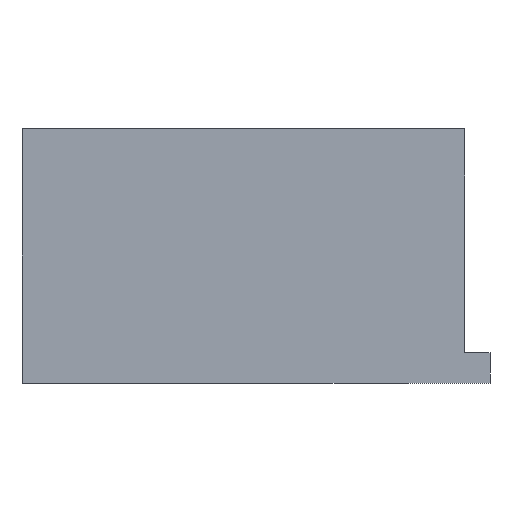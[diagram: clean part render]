
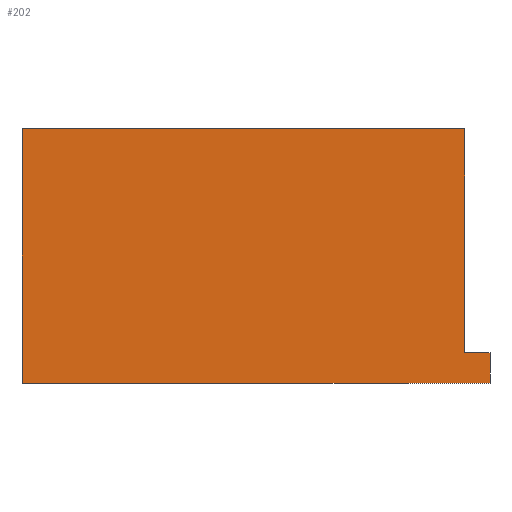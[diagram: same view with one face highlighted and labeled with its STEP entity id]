
A CAD part, front view. The second image highlights one B-rep face of the part: STEP entity #202.
In plain terms, the highlighted planar face has unit normal (0, -1, 0).
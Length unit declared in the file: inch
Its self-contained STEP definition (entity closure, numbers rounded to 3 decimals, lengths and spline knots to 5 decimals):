
#27=FACE_OUTER_BOUND('',#38,.T.);
#38=EDGE_LOOP('',(#160,#161,#162,#163,#164,#165));
#52=LINE('',#317,#75);
#57=LINE('',#327,#80);
#59=LINE('',#331,#82);
#60=LINE('',#334,#83);
#61=LINE('',#336,#84);
#62=LINE('',#337,#85);
#75=VECTOR('',#257,0.3937);
#80=VECTOR('',#266,0.3937);
#82=VECTOR('',#270,0.3937);
#83=VECTOR('',#273,0.3937);
#84=VECTOR('',#274,0.3937);
#85=VECTOR('',#275,0.3937);
#99=VERTEX_POINT('',#314);
#100=VERTEX_POINT('',#316);
#103=VERTEX_POINT('',#325);
#104=VERTEX_POINT('',#329);
#105=VERTEX_POINT('',#333);
#106=VERTEX_POINT('',#335);
#118=EDGE_CURVE('',#100,#99,#52,.T.);
#124=EDGE_CURVE('',#103,#99,#57,.T.);
#126=EDGE_CURVE('',#104,#103,#59,.T.);
#127=EDGE_CURVE('',#105,#104,#60,.T.);
#128=EDGE_CURVE('',#106,#105,#61,.T.);
#129=EDGE_CURVE('',#100,#106,#62,.T.);
#160=ORIENTED_EDGE('',*,*,#118,.T.);
#161=ORIENTED_EDGE('',*,*,#124,.F.);
#162=ORIENTED_EDGE('',*,*,#126,.F.);
#163=ORIENTED_EDGE('',*,*,#127,.F.);
#164=ORIENTED_EDGE('',*,*,#128,.F.);
#165=ORIENTED_EDGE('',*,*,#129,.F.);
#193=PLANE('',#230);
#202=ADVANCED_FACE('',(#27),#193,.T.);
#230=AXIS2_PLACEMENT_3D('',#332,#271,#272);
#257=DIRECTION('',(1.,0.,0.));
#266=DIRECTION('',(0.,0.,-1.));
#270=DIRECTION('',(1.,0.,0.));
#271=DIRECTION('center_axis',(0.,-1.,0.));
#272=DIRECTION('ref_axis',(1.,0.,0.));
#273=DIRECTION('',(0.,0.,-1.));
#274=DIRECTION('',(1.,0.,0.));
#275=DIRECTION('',(0.,0.,1.));
#314=CARTESIAN_POINT('',(60.,5.75,115.5625));
#316=CARTESIAN_POINT('',(54.25,5.75,115.5625));
#317=CARTESIAN_POINT('',(56.8125,5.75,115.5625));
#325=CARTESIAN_POINT('',(60.,5.75,115.9375));
#327=CARTESIAN_POINT('',(60.,5.75,115.65625));
#329=CARTESIAN_POINT('',(59.6875,5.75,115.9375));
#331=CARTESIAN_POINT('',(59.92188,5.75,115.9375));
#332=CARTESIAN_POINT('Origin',(54.25,5.75,-0.1875));
#333=CARTESIAN_POINT('',(59.6875,5.75,118.6875));
#334=CARTESIAN_POINT('',(59.6875,5.75,-0.1875));
#335=CARTESIAN_POINT('',(54.25,5.75,118.6875));
#336=CARTESIAN_POINT('',(57.125,5.75,118.6875));
#337=CARTESIAN_POINT('',(54.25,5.75,-0.1875));
